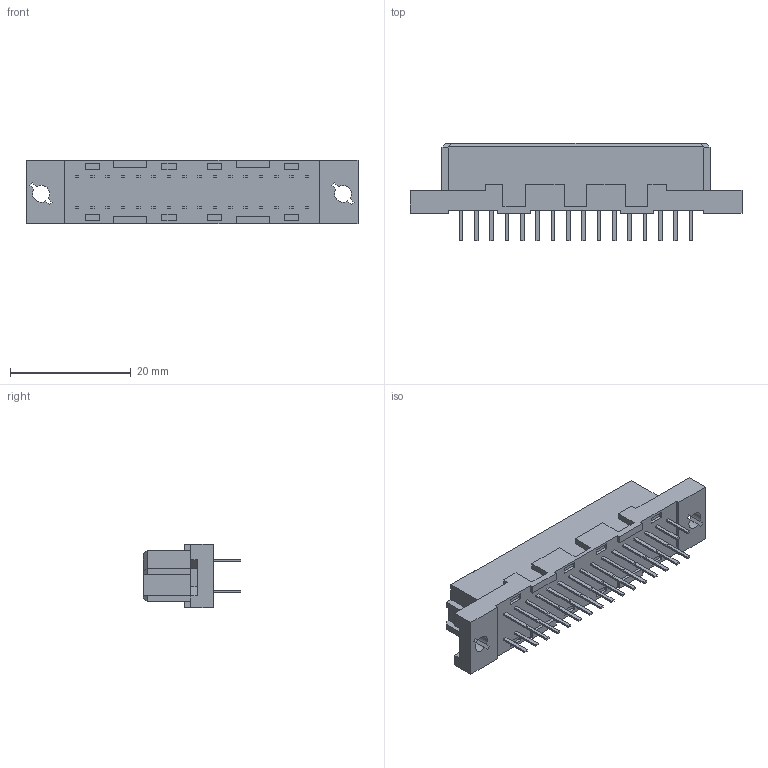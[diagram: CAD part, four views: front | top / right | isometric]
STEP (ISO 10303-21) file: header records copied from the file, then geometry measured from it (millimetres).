
FILE_DESCRIPTION((''),'2;1');
FILE_NAME('850420048','2012-10-25T',('gga'),(''),'PRO/ENGINEER BY PARAMETRIC TECHNOLOGY CORPORATION, 2011490','PRO/ENGINEER BY PARAMETRIC TECHNOLOGY CORPORATION, 2011490','');
FILE_SCHEMA(('CONFIG_CONTROL_DESIGN'));
Length unit declared in the file: millimetre
Products named in the file (1): 850420048
Bounding box: 55 x 16.1 x 10.5 mm (x, y, z)
Volume: 3616.6 mm3; surface area: 5886.5 mm2
Topology: 1 solids, 3 shells, 932 faces, 2302 edges, 1512 vertices
Faces by surface type: plane 928, cylinder 4
Entity records: 26839 total; most frequent: CARTESIAN_POINT 4679, ORIENTED_EDGE 4468, DIRECTION 4244, EDGE_CURVE 2234, VECTOR 2226, LINE 2226, VERTEX_POINT 1444, EDGE_LOOP 1072
